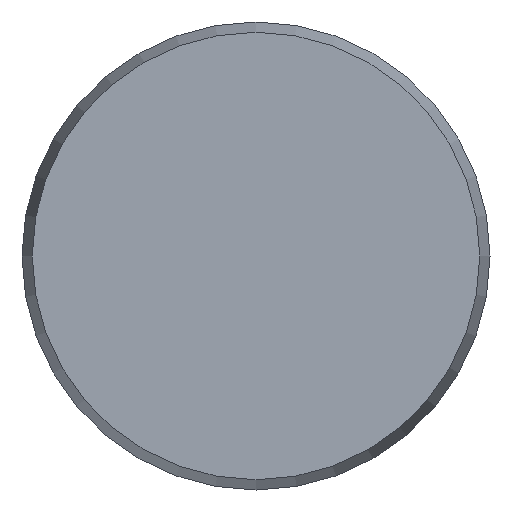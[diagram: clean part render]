
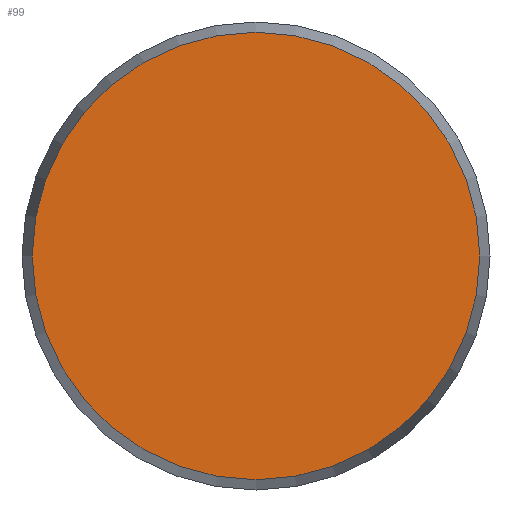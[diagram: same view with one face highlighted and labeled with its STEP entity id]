
A CAD part, front view. The second image highlights one B-rep face of the part: STEP entity #99.
In plain terms, the highlighted planar face has unit normal (0, -1, 0).
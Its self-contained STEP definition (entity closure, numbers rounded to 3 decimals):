
#99 = ADVANCED_FACE( '', ( #225 ), #226, .F. );
#225 = FACE_OUTER_BOUND( '', #414, .T. );
#226 = PLANE( '', #415 );
#414 = EDGE_LOOP( '', ( #621 ) );
#415 = AXIS2_PLACEMENT_3D( '', #622, #623, #624 );
#621 = ORIENTED_EDGE( '', *, *, #859, .T. );
#622 = CARTESIAN_POINT( '', ( 38.25, 0., 0. ) );
#623 = DIRECTION( '', ( 0., 1., 0. ) );
#624 = DIRECTION( '', ( 0., 0., 1. ) );
#859 = EDGE_CURVE( '', #988, #988, #989, .T. );
#988 = VERTEX_POINT( '', #1171 );
#989 = CIRCLE( '', #1172, 38.25 );
#1171 = CARTESIAN_POINT( '', ( 0., 0., -38.25 ) );
#1172 = AXIS2_PLACEMENT_3D( '', #1527, #1528, #1529 );
#1527 = CARTESIAN_POINT( '', ( 0., 0., 0. ) );
#1528 = DIRECTION( '', ( 0., -1., 0. ) );
#1529 = DIRECTION( '', ( 0., 0., -1. ) );
